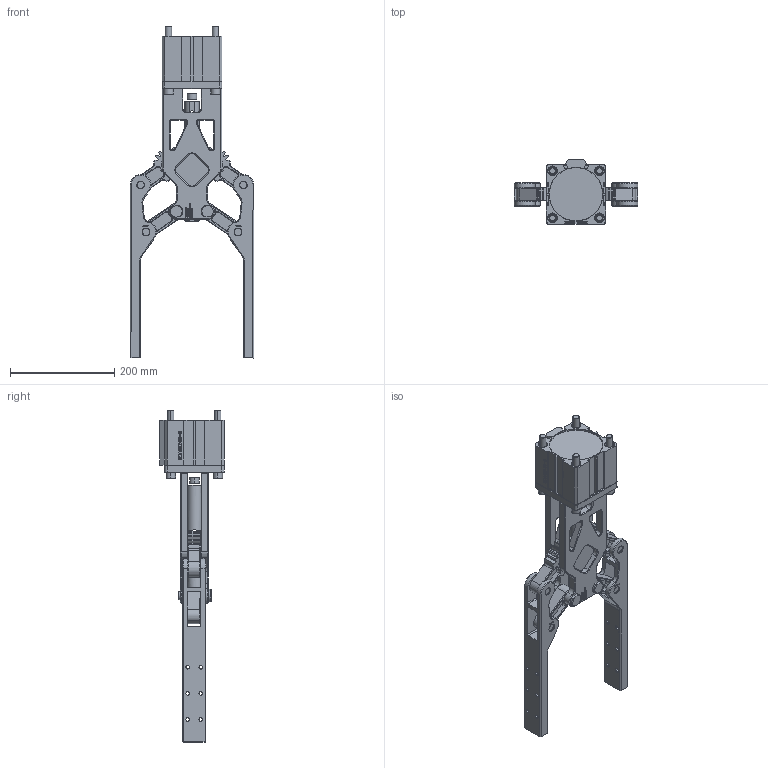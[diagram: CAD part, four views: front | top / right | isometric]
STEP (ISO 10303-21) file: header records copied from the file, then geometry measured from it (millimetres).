
FILE_DESCRIPTION (( 'STEP AP203' ), '1' );
FILE_NAME ('笭倰す俴傯婖標蛈-D100.STEP', '2022-12-17T05:43:47', ( 'User' ), ( 'Microsoft' ), 'SwSTEP 2.0', 'SolidWorks 2015', '' );
FILE_SCHEMA (( 'CONFIG_CONTROL_DESIGN' ));
Products named in the file (1): 笭倰す俴傯婖標蛈-D100
Bounding box: 236.52 x 123 x 635.48 mm (x, y, z)
Surface area: 431299.3 mm2 (no closed solid volume)
Topology: 0 solids, 94 shells, 1105 faces, 6294 edges, 5221 vertices
Faces by surface type: plane 481, cylinder 270, cone 260, bspline 70, torus 24
Entity records: 85796 total; most frequent: CARTESIAN_POINT 42111, ORIENTED_EDGE 8557, DIRECTION 7082, EDGE_CURVE 6286, VERTEX_POINT 5221, LINE 2780, VECTOR 2780, B_SPLINE_CURVE_WITH_KNOTS 2329
